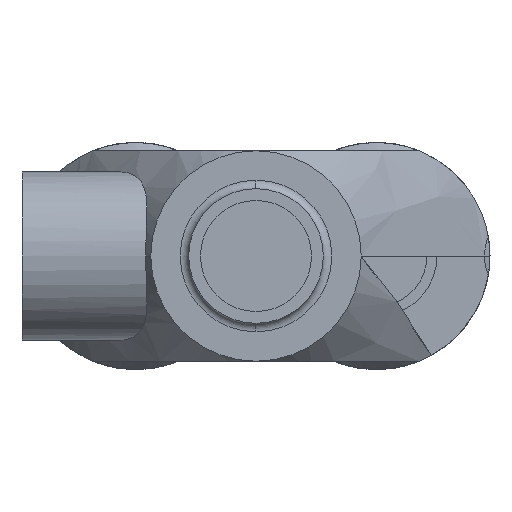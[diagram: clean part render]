
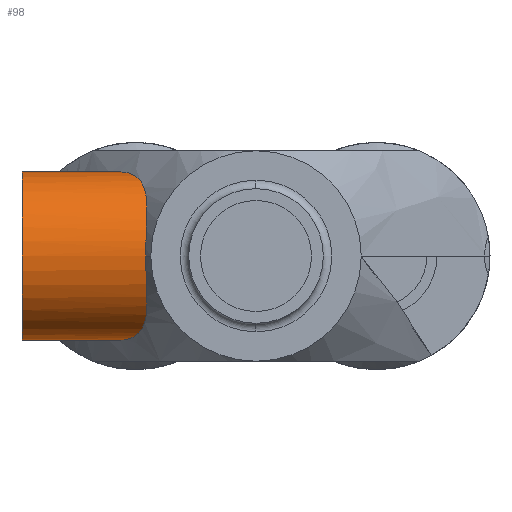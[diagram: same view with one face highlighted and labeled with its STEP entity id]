
A CAD part, left-side view. The second image highlights one B-rep face of the part: STEP entity #98.
In plain terms, the highlighted cylindrical face has radius 5 mm (diameter 10 mm), a partial arc.
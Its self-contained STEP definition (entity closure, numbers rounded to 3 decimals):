
#98=ADVANCED_FACE('',(#251),#252,.T.);
#251=FACE_OUTER_BOUND('',#458,.T.);
#252=CYLINDRICAL_SURFACE('',#459,5.0);
#458=EDGE_LOOP('',(#965,#966,#967,#968,#969,#970));
#459=AXIS2_PLACEMENT_3D('',#971,#972,#973);
#965=ORIENTED_EDGE('',*,*,#1419,.T.);
#966=ORIENTED_EDGE('',*,*,#1492,.F.);
#967=ORIENTED_EDGE('',*,*,#1421,.T.);
#968=ORIENTED_EDGE('',*,*,#1493,.F.);
#969=ORIENTED_EDGE('',*,*,#1494,.F.);
#970=ORIENTED_EDGE('',*,*,#1340,.F.);
#971=CARTESIAN_POINT('',(26.9,6.95,0.));
#972=DIRECTION('',(0.,1.0,0.));
#973=DIRECTION('',(0.,0.0,1.0));
#1340=EDGE_CURVE('',#1595,#1584,#1597,.T.);
#1419=EDGE_CURVE('',#1595,#1743,#1744,.T.);
#1421=EDGE_CURVE('',#1747,#1745,#1748,.T.);
#1492=EDGE_CURVE('',#1747,#1743,#1865,.T.);
#1493=EDGE_CURVE('',#1866,#1745,#1867,.T.);
#1494=EDGE_CURVE('',#1584,#1866,#1868,.T.);
#1584=VERTEX_POINT('',#2050);
#1595=VERTEX_POINT('',#2104);
#1597=B_SPLINE_CURVE_WITH_KNOTS('',3,(#2129,#2130,#2131,#2132,#2133,#2134,#2135,#2136,#2137,#2138,#2139,#2140,#2141,#2142,#2143,#2144,#2145,#2146,#2147,#2148,#2149,#2150),.UNSPECIFIED.,.F.,.F.,(4,2,2,2,2,2,2,2,2,2,4),(19.268,19.68,21.08,21.839,22.597,23.356,24.115,24.874,25.634,26.393,27.153),.UNSPECIFIED.);
#1743=VERTEX_POINT('',#2401);
#1744=LINE('',#2402,#2403);
#1745=VERTEX_POINT('',#2404);
#1747=VERTEX_POINT('',#2429);
#1748=LINE('',#2430,#2431);
#1865=CIRCLE('',#2597,5.0);
#1866=VERTEX_POINT('',#2598);
#1867=B_SPLINE_CURVE_WITH_KNOTS('',3,(#2599,#2600,#2601,#2602,#2603,#2604),.UNSPECIFIED.,.F.,.F.,(4,2,4),(0.0,1.4,1.813),.UNSPECIFIED.);
#1868=B_SPLINE_CURVE_WITH_KNOTS('',3,(#2605,#2606,#2607,#2608,#2609,#2610,#2611,#2612,#2613,#2614,#2615,#2616,#2617,#2618,#2619,#2620,#2621,#2622),.UNSPECIFIED.,.F.,.F.,(4,2,2,2,2,2,2,2,4),(27.153,27.912,28.672,29.431,30.191,30.95,31.708,32.467,33.226),.UNSPECIFIED.);
#2050=CARTESIAN_POINT('',(21.9,6.548,0.));
#2104=CARTESIAN_POINT('',(26.9,8.105,5.0));
#2129=CARTESIAN_POINT('',(26.9,8.105,5.0));
#2130=CARTESIAN_POINT('',(26.783,8.023,5.));
#2131=CARTESIAN_POINT('',(26.665,7.942,4.996));
#2132=CARTESIAN_POINT('',(26.145,7.599,4.959));
#2133=CARTESIAN_POINT('',(25.739,7.36,4.882));
#2134=CARTESIAN_POINT('',(25.12,7.054,4.678));
#2135=CARTESIAN_POINT('',(24.895,6.953,4.587));
#2136=CARTESIAN_POINT('',(24.444,6.779,4.362));
#2137=CARTESIAN_POINT('',(24.219,6.706,4.229));
#2138=CARTESIAN_POINT('',(23.789,6.593,3.923));
#2139=CARTESIAN_POINT('',(23.583,6.553,3.751));
#2140=CARTESIAN_POINT('',(23.206,6.5,3.38));
#2141=CARTESIAN_POINT('',(23.034,6.487,3.18));
#2142=CARTESIAN_POINT('',(22.732,6.476,2.774));
#2143=CARTESIAN_POINT('',(22.591,6.479,2.551));
#2144=CARTESIAN_POINT('',(22.344,6.491,2.077));
#2145=CARTESIAN_POINT('',(22.237,6.502,1.826));
#2146=CARTESIAN_POINT('',(22.067,6.521,1.31));
#2147=CARTESIAN_POINT('',(22.003,6.531,1.045));
#2148=CARTESIAN_POINT('',(21.92,6.544,0.516));
#2149=CARTESIAN_POINT('',(21.9,6.548,0.253));
#2150=CARTESIAN_POINT('',(21.9,6.548,0.));
#2401=CARTESIAN_POINT('',(26.9,13.9,5.0));
#2402=CARTESIAN_POINT('',(26.9,6.95,5.0));
#2403=VECTOR('',#3101,1.0);
#2404=CARTESIAN_POINT('',(26.9,8.105,-5.0));
#2429=CARTESIAN_POINT('',(26.9,13.9,-5.0));
#2430=CARTESIAN_POINT('',(26.9,6.95,-5.0));
#2431=VECTOR('',#3102,1.0);
#2597=AXIS2_PLACEMENT_3D('',#3215,#3216,#3217);
#2598=CARTESIAN_POINT('',(25.338,7.161,-4.75));
#2599=CARTESIAN_POINT('',(25.338,7.161,-4.75));
#2600=CARTESIAN_POINT('',(25.739,7.36,-4.882));
#2601=CARTESIAN_POINT('',(26.145,7.599,-4.959));
#2602=CARTESIAN_POINT('',(26.665,7.942,-4.996));
#2603=CARTESIAN_POINT('',(26.783,8.023,-5.0));
#2604=CARTESIAN_POINT('',(26.9,8.105,-5.0));
#2605=CARTESIAN_POINT('',(21.9,6.548,0.));
#2606=CARTESIAN_POINT('',(21.9,6.548,-0.253));
#2607=CARTESIAN_POINT('',(21.92,6.544,-0.516));
#2608=CARTESIAN_POINT('',(22.003,6.531,-1.045));
#2609=CARTESIAN_POINT('',(22.067,6.521,-1.31));
#2610=CARTESIAN_POINT('',(22.237,6.502,-1.826));
#2611=CARTESIAN_POINT('',(22.344,6.491,-2.077));
#2612=CARTESIAN_POINT('',(22.591,6.479,-2.551));
#2613=CARTESIAN_POINT('',(22.732,6.476,-2.774));
#2614=CARTESIAN_POINT('',(23.034,6.487,-3.18));
#2615=CARTESIAN_POINT('',(23.206,6.5,-3.38));
#2616=CARTESIAN_POINT('',(23.583,6.553,-3.751));
#2617=CARTESIAN_POINT('',(23.789,6.593,-3.923));
#2618=CARTESIAN_POINT('',(24.219,6.706,-4.229));
#2619=CARTESIAN_POINT('',(24.444,6.779,-4.362));
#2620=CARTESIAN_POINT('',(24.895,6.953,-4.587));
#2621=CARTESIAN_POINT('',(25.12,7.054,-4.678));
#2622=CARTESIAN_POINT('',(25.338,7.161,-4.75));
#3101=DIRECTION('',(0.,1.0,0.));
#3102=DIRECTION('',(0.,-1.0,0.));
#3215=CARTESIAN_POINT('',(26.9,13.9,0.));
#3216=DIRECTION('',(0.,1.0,0.));
#3217=DIRECTION('',(0.,0.0,1.0));
